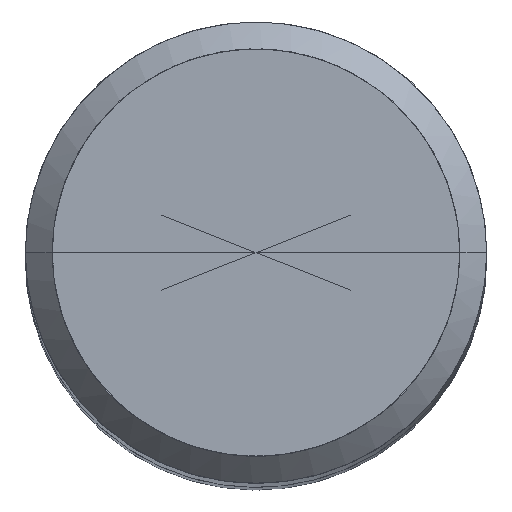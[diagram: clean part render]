
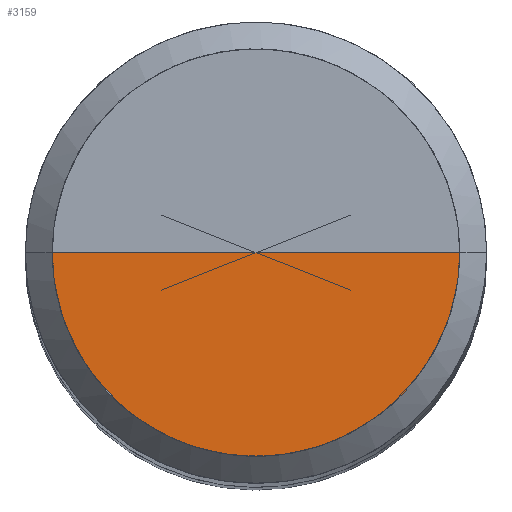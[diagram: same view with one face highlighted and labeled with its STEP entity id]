
A CAD part, top view. The second image highlights one B-rep face of the part: STEP entity #3159.
In plain terms, the highlighted free-form (B-spline) face has degree [1, 2] with [2, 5] control points.
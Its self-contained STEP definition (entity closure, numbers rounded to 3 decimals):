
#2804=CARTESIAN_POINT('',(5.3,0.0,55.0));
#2808=CARTESIAN_POINT('',(-5.3,0.0,55.0));
#2809=CARTESIAN_POINT('',(0.0,0.0,55.0));
#2816=CARTESIAN_POINT('',(-5.3,-5.3,55.0));
#2817=CARTESIAN_POINT('',(0.0,-5.3,55.0));
#2818=CARTESIAN_POINT('',(5.3,-5.3,55.0));
#3144=(
BOUNDED_SURFACE()
B_SPLINE_SURFACE(1,2,(
(#2808,#2816,#2817,#2818,#2804),
(#2809,#2809,#2809,#2809,#2809)
), .UNSPECIFIED.,.F.,.F.,.F.)
B_SPLINE_SURFACE_WITH_KNOTS((2,2),(3,2,3),(
0.0,1.0),(
0.0,0.5,1.0), .UNSPECIFIED.)
GEOMETRIC_REPRESENTATION_ITEM()
RATIONAL_B_SPLINE_SURFACE(((1.0,0.707,1.0,0.707,1.0),
(1.0,0.707,1.0,0.707,1.0)
))
REPRESENTATION_ITEM('')
SURFACE()
);
#3145=(
BOUNDED_CURVE()
B_SPLINE_CURVE(2,(#2804,#2818,#2817,#2816,#2808),.UNSPECIFIED.,.F.,.F.)
B_SPLINE_CURVE_WITH_KNOTS((3,2,3),
(0.0,0.5,1.0),.UNSPECIFIED.)
CURVE()
GEOMETRIC_REPRESENTATION_ITEM()
RATIONAL_B_SPLINE_CURVE((1.0,0.707,1.0,0.707,1.0))
REPRESENTATION_ITEM('')
);
#3146=(
BOUNDED_CURVE()
B_SPLINE_CURVE(1,(#2808,#2809),.UNSPECIFIED.,.F.,.F.)
B_SPLINE_CURVE_WITH_KNOTS((2,2),
(0.0,1.0),.UNSPECIFIED.)
CURVE()
GEOMETRIC_REPRESENTATION_ITEM()
RATIONAL_B_SPLINE_CURVE((1.0,1.0))
REPRESENTATION_ITEM('')
);
#3147=(
BOUNDED_CURVE()
B_SPLINE_CURVE(1,(#2809,#2804),.UNSPECIFIED.,.F.,.F.)
B_SPLINE_CURVE_WITH_KNOTS((2,2),
(0.0,1.0),.UNSPECIFIED.)
CURVE()
GEOMETRIC_REPRESENTATION_ITEM()
RATIONAL_B_SPLINE_CURVE((1.0,1.0))
REPRESENTATION_ITEM('')
);
#3148=VERTEX_POINT('',#2804);
#3149=VERTEX_POINT('',#2808);
#3150=VERTEX_POINT('',#2809);
#3151=EDGE_CURVE('',#3148,#3149,#3145,.T.);
#3152=EDGE_CURVE('',#3149,#3150,#3146,.T.);
#3153=EDGE_CURVE('',#3150,#3148,#3147,.T.);
#3154=ORIENTED_EDGE('',*,*,#3151,.T.);
#3155=ORIENTED_EDGE('',*,*,#3152,.T.);
#3156=ORIENTED_EDGE('',*,*,#3153,.T.);
#3157=EDGE_LOOP('',(#3154,#3155,#3156));
#3158=FACE_OUTER_BOUND('',#3157,.T.);
#3159=ADVANCED_FACE('',(#3158),#3144,.T.);
